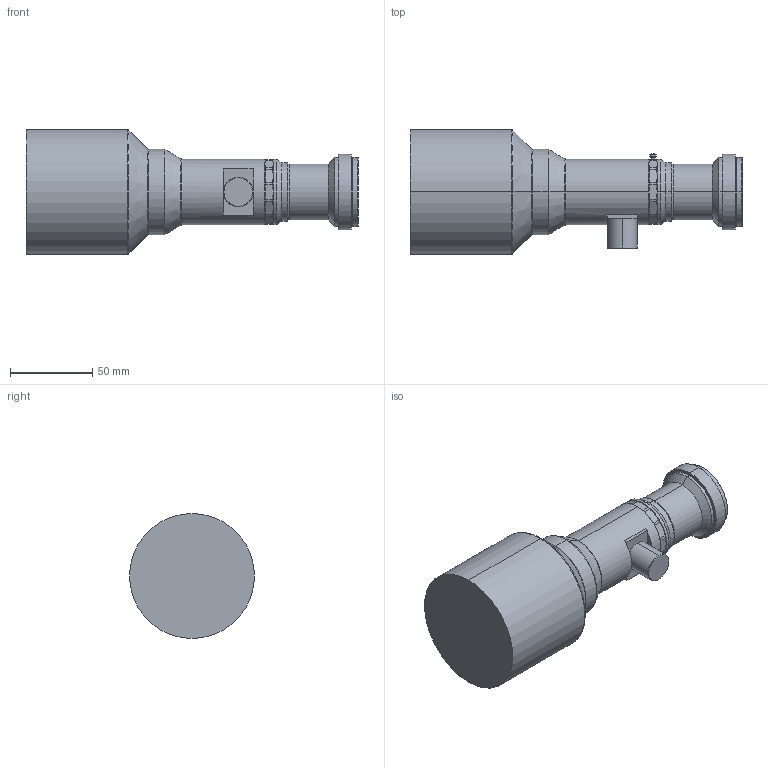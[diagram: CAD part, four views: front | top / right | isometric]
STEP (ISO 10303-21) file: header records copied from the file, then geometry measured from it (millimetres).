
FILE_DESCRIPTION (( 'STEP AP203' ), '1' );
FILE_NAME ('DTCA175-51C-G.STEP', '2022-01-18T01:57:15', ( '' ), ( '' ), 'SwSTEP 2.0', 'SolidWorks 2017', '' );
FILE_SCHEMA (( 'CONFIG_CONTROL_DESIGN' ));
Length unit declared in the file: millimetre
Products named in the file (1): DTCA175-51C-G
Bounding box: 201.9 x 76 x 76 mm (x, y, z)
Volume: 491779 mm3; surface area: 42992.6 mm2
Topology: 1 solids, 1 shells, 99 faces, 226 edges, 137 vertices
Faces by surface type: cylinder 40, plane 31, cone 18, torus 10
Entity records: 2999 total; most frequent: CARTESIAN_POINT 665, DIRECTION 508, ORIENTED_EDGE 448, EDGE_CURVE 224, AXIS2_PLACEMENT_3D 212, VERTEX_POINT 137, CIRCLE 112, EDGE_LOOP 109
